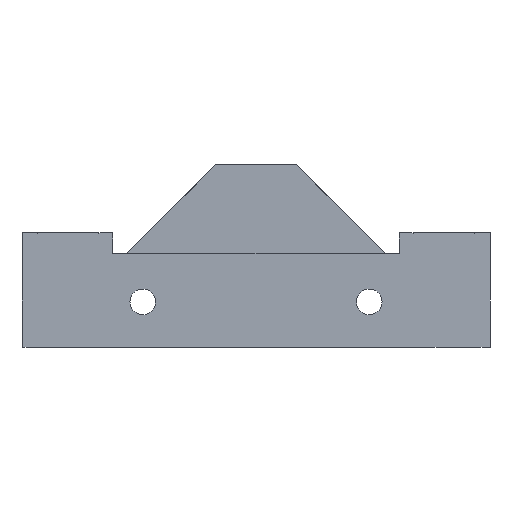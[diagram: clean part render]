
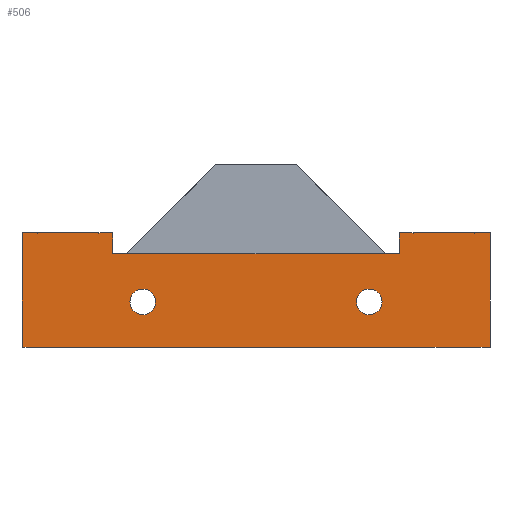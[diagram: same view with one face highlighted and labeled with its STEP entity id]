
A CAD part, left-side view. The second image highlights one B-rep face of the part: STEP entity #506.
In plain terms, the highlighted planar face has unit normal (-1, 0, 0).
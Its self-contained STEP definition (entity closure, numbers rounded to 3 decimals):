
#2 = ORIENTED_EDGE ( 'NONE', *, *, #570, .F. ) ;
#64 = VERTEX_POINT ( 'NONE', #1383 ) ;
#136 = VERTEX_POINT ( 'NONE', #1551 ) ;
#161 = VERTEX_POINT ( 'NONE', #1619 ) ;
#164 = VERTEX_POINT ( 'NONE', #1612 ) ;
#204 = VERTEX_POINT ( 'NONE', #1682 ) ;
#206 = EDGE_CURVE ( 'NONE', #204, #161, #1673, .T. ) ;
#207 = VERTEX_POINT ( 'NONE', #1674 ) ;
#210 = EDGE_CURVE ( 'NONE', #164, #136, #1725, .T. ) ;
#352 = EDGE_CURVE ( 'NONE', #364, #366, #1966, .T. ) ;
#364 = VERTEX_POINT ( 'NONE', #1984 ) ;
#366 = VERTEX_POINT ( 'NONE', #1998 ) ;
#428 = VERTEX_POINT ( 'NONE', #2109 ) ;
#454 = VERTEX_POINT ( 'NONE', #2191 ) ;
#474 = EDGE_CURVE ( 'NONE', #491, #428, #2214, .T. ) ;
#491 = VERTEX_POINT ( 'NONE', #2243 ) ;
#494 = ORIENTED_EDGE ( 'NONE', *, *, #352, .F. ) ;
#495 = ORIENTED_EDGE ( 'NONE', *, *, #3598, .F. ) ;
#497 = ORIENTED_EDGE ( 'NONE', *, *, #474, .F. ) ;
#498 = ORIENTED_EDGE ( 'NONE', *, *, #572, .F. ) ;
#499 = ORIENTED_EDGE ( 'NONE', *, *, #210, .F. ) ;
#500 = VERTEX_POINT ( 'NONE', #2250 ) ;
#501 = ORIENTED_EDGE ( 'NONE', *, *, #573, .T. ) ;
#502 = ORIENTED_EDGE ( 'NONE', *, *, #560, .F. ) ;
#503 = VERTEX_POINT ( 'NONE', #2291 ) ;
#504 = ORIENTED_EDGE ( 'NONE', *, *, #561, .F. ) ;
#505 = ORIENTED_EDGE ( 'NONE', *, *, #3594, .F. ) ;
#506 = ADVANCED_FACE ( 'NONE', ( #2284, #2286, #2287 ), #2241, .F. ) ;
#507 = ORIENTED_EDGE ( 'NONE', *, *, #206, .F. ) ;
#509 = EDGE_LOOP ( 'NONE', ( #512, #2, #495, #498, #497, #501, #499, #559, #502, #504, #494, #563 ) ) ;
#510 = EDGE_CURVE ( 'NONE', #207, #64, #2282, .T. ) ;
#511 = EDGE_CURVE ( 'NONE', #454, #3574, #2248, .T. ) ;
#512 = ORIENTED_EDGE ( 'NONE', *, *, #511, .T. ) ;
#513 = EDGE_CURVE ( 'NONE', #161, #204, #2322, .T. ) ;
#515 = EDGE_LOOP ( 'NONE', ( #521, #505 ) ) ;
#519 = EDGE_CURVE ( 'NONE', #364, #454, #2303, .T. ) ;
#521 = ORIENTED_EDGE ( 'NONE', *, *, #510, .F. ) ;
#523 = EDGE_LOOP ( 'NONE', ( #533, #507 ) ) ;
#533 = ORIENTED_EDGE ( 'NONE', *, *, #513, .F. ) ;
#559 = ORIENTED_EDGE ( 'NONE', *, *, #574, .F. ) ;
#560 = EDGE_CURVE ( 'NONE', #503, #500, #2355, .T. ) ;
#561 = EDGE_CURVE ( 'NONE', #366, #503, #2417, .T. ) ;
#563 = ORIENTED_EDGE ( 'NONE', *, *, #519, .T. ) ;
#570 = EDGE_CURVE ( 'NONE', #3605, #3574, #2406, .T. ) ;
#572 = EDGE_CURVE ( 'NONE', #428, #3601, #2401, .T. ) ;
#573 = EDGE_CURVE ( 'NONE', #491, #136, #2396, .T. ) ;
#574 = EDGE_CURVE ( 'NONE', #500, #164, #2388, .T. ) ;
#1383 = CARTESIAN_POINT ( 'NONE',  ( 22., 38., 4.3 ) ) ;
#1551 = CARTESIAN_POINT ( 'NONE',  ( 22., 4., 12.4 ) ) ;
#1612 = CARTESIAN_POINT ( 'NONE',  ( 22., 42., 12.4 ) ) ;
#1619 = CARTESIAN_POINT ( 'NONE',  ( 22., 8., 7.7 ) ) ;
#1667 = DIRECTION ( 'NONE',  ( 0., 0., -1. ) ) ;
#1668 = DIRECTION ( 'NONE',  ( -1., 0., 0. ) ) ;
#1669 = CARTESIAN_POINT ( 'NONE',  ( 22., 8., 6. ) ) ;
#1673 = CIRCLE ( 'NONE', #1677, 1.7 ) ;
#1674 = CARTESIAN_POINT ( 'NONE',  ( 22., 38., 7.7 ) ) ;
#1677 = AXIS2_PLACEMENT_3D ( 'NONE', #1669, #1668, #1667 ) ;
#1682 = CARTESIAN_POINT ( 'NONE',  ( 22., 8., 4.3 ) ) ;
#1722 = DIRECTION ( 'NONE',  ( 0., -1., 0. ) ) ;
#1723 = VECTOR ( 'NONE', #1722, 1000. ) ;
#1724 = CARTESIAN_POINT ( 'NONE',  ( 22., 0., 12.4 ) ) ;
#1725 = LINE ( 'NONE', #1724, #1723 ) ;
#1966 = LINE ( 'NONE', #2010, #2009 ) ;
#1984 = CARTESIAN_POINT ( 'NONE',  ( 22., 54., 15.15 ) ) ;
#1998 = CARTESIAN_POINT ( 'NONE',  ( 22., 52., 15.15 ) ) ;
#2008 = DIRECTION ( 'NONE',  ( 0., -1., 0. ) ) ;
#2009 = VECTOR ( 'NONE', #2008, 1000. ) ;
#2010 = CARTESIAN_POINT ( 'NONE',  ( 22., 54., 15.15 ) ) ;
#2109 = CARTESIAN_POINT ( 'NONE',  ( 22., 2.2, 15.15 ) ) ;
#2191 = CARTESIAN_POINT ( 'NONE',  ( 22., 54., 0. ) ) ;
#2213 = CARTESIAN_POINT ( 'NONE',  ( 22., -8., 15.15 ) ) ;
#2214 = LINE ( 'NONE', #2213, #2231 ) ;
#2230 = DIRECTION ( 'NONE',  ( 0., -1., 0. ) ) ;
#2231 = VECTOR ( 'NONE', #2230, 1000. ) ;
#2240 = CARTESIAN_POINT ( 'NONE',  ( 22., 0., 12.4 ) ) ;
#2241 = PLANE ( 'NONE',  #2279 ) ;
#2243 = CARTESIAN_POINT ( 'NONE',  ( 22., 4., 15.15 ) ) ;
#2247 = CARTESIAN_POINT ( 'NONE',  ( 22., 0., 0. ) ) ;
#2248 = LINE ( 'NONE', #2247, #2268 ) ;
#2250 = CARTESIAN_POINT ( 'NONE',  ( 22., 42., 15.15 ) ) ;
#2267 = DIRECTION ( 'NONE',  ( 0., -1., 0. ) ) ;
#2268 = VECTOR ( 'NONE', #2267, 1000. ) ;
#2269 = CIRCLE ( 'NONE', #2507, 1.7 ) ;
#2270 = DIRECTION ( 'NONE',  ( 0., 0., 1. ) ) ;
#2271 = DIRECTION ( 'NONE',  ( -1., 0., 0. ) ) ;
#2272 = AXIS2_PLACEMENT_3D ( 'NONE', #2285, #2271, #2270 ) ;
#2277 = DIRECTION ( 'NONE',  ( 0., 0., -1. ) ) ;
#2278 = DIRECTION ( 'NONE',  ( 1., 0., 0. ) ) ;
#2279 = AXIS2_PLACEMENT_3D ( 'NONE', #2240, #2278, #2277 ) ;
#2282 = CIRCLE ( 'NONE', #2272, 1.7 ) ;
#2284 = FACE_BOUND ( 'NONE', #523, .T. ) ;
#2285 = CARTESIAN_POINT ( 'NONE',  ( 22., 38., 6. ) ) ;
#2286 = FACE_BOUND ( 'NONE', #515, .T. ) ;
#2287 = FACE_OUTER_BOUND ( 'NONE', #509, .T. ) ;
#2291 = CARTESIAN_POINT ( 'NONE',  ( 22., 43.8, 15.15 ) ) ;
#2300 = DIRECTION ( 'NONE',  ( 0., 0., -1. ) ) ;
#2301 = VECTOR ( 'NONE', #2300, 1000. ) ;
#2302 = CARTESIAN_POINT ( 'NONE',  ( 22., 54., 12.4 ) ) ;
#2303 = LINE ( 'NONE', #2302, #2301 ) ;
#2314 = DIRECTION ( 'NONE',  ( 0., 0., -1. ) ) ;
#2315 = DIRECTION ( 'NONE',  ( -1., 0., 0. ) ) ;
#2316 = CARTESIAN_POINT ( 'NONE',  ( 22., 8., 6. ) ) ;
#2317 = AXIS2_PLACEMENT_3D ( 'NONE', #2316, #2315, #2314 ) ;
#2322 = CIRCLE ( 'NONE', #2317, 1.7 ) ;
#2354 = CARTESIAN_POINT ( 'NONE',  ( 22., 54., 15.15 ) ) ;
#2355 = LINE ( 'NONE', #2354, #2420 ) ;
#2388 = LINE ( 'NONE', #2392, #2391 ) ;
#2390 = DIRECTION ( 'NONE',  ( 0., 0., -1. ) ) ;
#2391 = VECTOR ( 'NONE', #2390, 1000. ) ;
#2392 = CARTESIAN_POINT ( 'NONE',  ( 22., 42., 15.15 ) ) ;
#2393 = DIRECTION ( 'NONE',  ( 0., 0., -1. ) ) ;
#2394 = VECTOR ( 'NONE', #2393, 1000. ) ;
#2395 = CARTESIAN_POINT ( 'NONE',  ( 22., 4., 15.15 ) ) ;
#2396 = LINE ( 'NONE', #2395, #2394 ) ;
#2398 = DIRECTION ( 'NONE',  ( 0., -1., 0. ) ) ;
#2399 = VECTOR ( 'NONE', #2398, 1000. ) ;
#2400 = CARTESIAN_POINT ( 'NONE',  ( 22., -8., 15.15 ) ) ;
#2401 = LINE ( 'NONE', #2400, #2399 ) ;
#2402 = DIRECTION ( 'NONE',  ( 0., 0., -1. ) ) ;
#2403 = VECTOR ( 'NONE', #2402, 1000. ) ;
#2404 = CARTESIAN_POINT ( 'NONE',  ( 22., -8., 12.4 ) ) ;
#2406 = LINE ( 'NONE', #2404, #2403 ) ;
#2414 = DIRECTION ( 'NONE',  ( 0., -1., 0. ) ) ;
#2415 = VECTOR ( 'NONE', #2414, 1000. ) ;
#2416 = CARTESIAN_POINT ( 'NONE',  ( 22., 54., 15.15 ) ) ;
#2417 = LINE ( 'NONE', #2416, #2415 ) ;
#2419 = DIRECTION ( 'NONE',  ( 0., -1., 0. ) ) ;
#2420 = VECTOR ( 'NONE', #2419, 1000. ) ;
#2506 = CARTESIAN_POINT ( 'NONE',  ( 22., 38., 6. ) ) ;
#2507 = AXIS2_PLACEMENT_3D ( 'NONE', #2506, #2762, #2761 ) ;
#2761 = DIRECTION ( 'NONE',  ( 0., 0., 1. ) ) ;
#2762 = DIRECTION ( 'NONE',  ( -1., 0., 0. ) ) ;
#3021 = DIRECTION ( 'NONE',  ( 0., -1., 0. ) ) ;
#3022 = VECTOR ( 'NONE', #3021, 1000. ) ;
#3028 = CARTESIAN_POINT ( 'NONE',  ( 22., -8., 15.15 ) ) ;
#3029 = LINE ( 'NONE', #3028, #3022 ) ;
#3486 = CARTESIAN_POINT ( 'NONE',  ( 22., -8., 0. ) ) ;
#3532 = CARTESIAN_POINT ( 'NONE',  ( 22., -8., 15.15 ) ) ;
#3536 = CARTESIAN_POINT ( 'NONE',  ( 22., -6., 15.15 ) ) ;
#3574 = VERTEX_POINT ( 'NONE', #3486 ) ;
#3594 = EDGE_CURVE ( 'NONE', #64, #207, #2269, .T. ) ;
#3598 = EDGE_CURVE ( 'NONE', #3601, #3605, #3029, .T. ) ;
#3601 = VERTEX_POINT ( 'NONE', #3536 ) ;
#3605 = VERTEX_POINT ( 'NONE', #3532 ) ;
